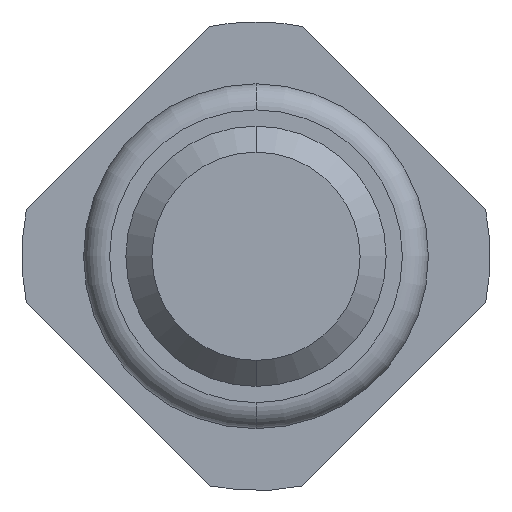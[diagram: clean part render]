
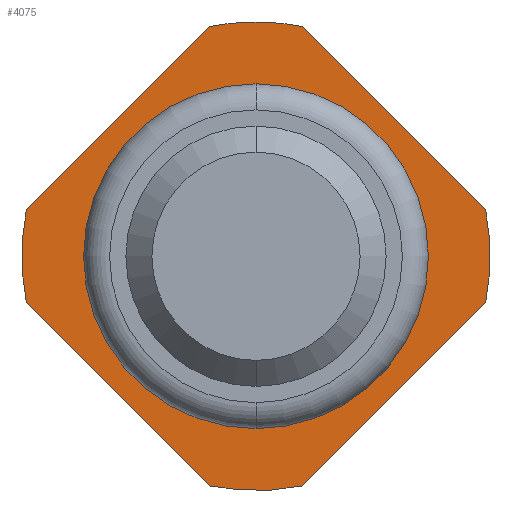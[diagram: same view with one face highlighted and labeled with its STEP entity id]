
A CAD part, front view. The second image highlights one B-rep face of the part: STEP entity #4075.
In plain terms, the highlighted planar face has unit normal (0, -1, 0).
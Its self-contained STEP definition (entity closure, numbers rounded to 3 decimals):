
#15 = CARTESIAN_POINT ( 'NONE',  ( -1.764, -2., 0.357 ) ) ;
#150 = VERTEX_POINT ( 'NONE', #2474 ) ;
#175 = CARTESIAN_POINT ( 'NONE',  ( 0., -2., 0. ) ) ;
#178 = VERTEX_POINT ( 'NONE', #419 ) ;
#179 = ORIENTED_EDGE ( 'NONE', *, *, #189, .T. ) ;
#189 = EDGE_CURVE ( 'Defeature ausgef�hrt2_0+Defeature ausgef�hrt2_12+Defeature ausgef�hrt2_12+Defeature ausgef�hrt2_12', #951, #4420, #3222, .T. ) ;
#217 = AXIS2_PLACEMENT_3D ( 'NONE', #175, #2579, #1568 ) ;
#234 = VERTEX_POINT ( 'NONE', #1164 ) ;
#247 = AXIS2_PLACEMENT_3D ( 'NONE', #1071, #451, #3909 ) ;
#301 = AXIS2_PLACEMENT_3D ( 'NONE', #4145, #2794, #1758 ) ;
#346 = EDGE_CURVE ( 'Defeature ausgef�hrt2_2+Defeature ausgef�hrt2_0+Defeature ausgef�hrt2_17+Defeature ausgef�hrt2_18', #2316, #4222, #3805, .T. ) ;
#361 = CIRCLE ( 'NONE', #217, 1.8 ) ;
#419 = CARTESIAN_POINT ( 'NONE',  ( -0.357, -2., 1.764 ) ) ;
#451 = DIRECTION ( 'NONE',  ( 0., 1., 0. ) ) ;
#551 = DIRECTION ( 'NONE',  ( 0., 0., 1. ) ) ;
#570 = AXIS2_PLACEMENT_3D ( 'NONE', #1234, #2291, #551 ) ;
#595 = EDGE_CURVE ( 'Defeature ausgef�hrt2_1+Defeature ausgef�hrt2_0+Defeature ausgef�hrt2_18+Defeature ausgef�hrt2_15', #2744, #234, #1501, .T. ) ;
#618 = VERTEX_POINT ( 'NONE', #1224 ) ;
#633 = CIRCLE ( 'NONE', #3110, 1.325 ) ;
#651 = CARTESIAN_POINT ( 'NONE',  ( -1.764, -2., -0.357 ) ) ;
#687 = AXIS2_PLACEMENT_3D ( 'NONE', #1891, #2894, #1176 ) ;
#841 = AXIS2_PLACEMENT_3D ( 'NONE', #1817, #1105, #1789 ) ;
#951 = VERTEX_POINT ( 'NONE', #3588 ) ;
#1009 = VECTOR ( 'NONE', #1981, 1000. ) ;
#1071 = CARTESIAN_POINT ( 'NONE',  ( 0., -2., 0. ) ) ;
#1105 = DIRECTION ( 'NONE',  ( 0., 1., 0. ) ) ;
#1115 = LINE ( 'NONE', #1772, #1218 ) ;
#1123 = VECTOR ( 'NONE', #3538, 1000. ) ;
#1164 = CARTESIAN_POINT ( 'NONE',  ( 1.764, -2., -0.357 ) ) ;
#1176 = DIRECTION ( 'NONE',  ( 0., 0., 1. ) ) ;
#1218 = VECTOR ( 'NONE', #3134, 1000. ) ;
#1220 = DIRECTION ( 'NONE',  ( 0., 1., 0. ) ) ;
#1224 = CARTESIAN_POINT ( 'NONE',  ( 0.357, -2., -1.764 ) ) ;
#1234 = CARTESIAN_POINT ( 'NONE',  ( 0., -2., 0. ) ) ;
#1261 = ORIENTED_EDGE ( 'NONE', *, *, #3995, .F. ) ;
#1314 = ORIENTED_EDGE ( 'NONE', *, *, #595, .F. ) ;
#1343 = ORIENTED_EDGE ( 'NONE', *, *, #4172, .F. ) ;
#1375 = CIRCLE ( 'NONE', #841, 1.8 ) ;
#1385 = CIRCLE ( 'NONE', #301, 1.8 ) ;
#1501 = CIRCLE ( 'NONE', #4158, 1.8 ) ;
#1568 = DIRECTION ( 'NONE',  ( 0., 0., 1. ) ) ;
#1569 = DIRECTION ( 'NONE',  ( -0.707, 0., 0.707 ) ) ;
#1645 = CARTESIAN_POINT ( 'NONE',  ( 1.961, -2., 0.161 ) ) ;
#1758 = DIRECTION ( 'NONE',  ( 0., 0., 1. ) ) ;
#1763 = EDGE_CURVE ( 'Defeature ausgef�hrt2_2+Defeature ausgef�hrt2_0+Defeature ausgef�hrt2_17+Defeature ausgef�hrt2_18', #178, #2316, #1385, .T. ) ;
#1772 = CARTESIAN_POINT ( 'NONE',  ( 1.961, -2., -0.161 ) ) ;
#1789 = DIRECTION ( 'NONE',  ( 0., 0., 1. ) ) ;
#1817 = CARTESIAN_POINT ( 'NONE',  ( 0., -2., 0. ) ) ;
#1833 = DIRECTION ( 'NONE',  ( 0., 0., 1. ) ) ;
#1891 = CARTESIAN_POINT ( 'NONE',  ( 1.8, -2., 0. ) ) ;
#1909 = EDGE_CURVE ( 'Defeature ausgef�hrt2_17+Defeature ausgef�hrt2_0+Defeature ausgef�hrt2_3+Defeature ausgef�hrt2_2', #2749, #178, #3373, .T. ) ;
#1981 = DIRECTION ( 'NONE',  ( 0.707, 0., -0.707 ) ) ;
#2080 = FACE_OUTER_BOUND ( 'NONE', #3333, .T. ) ;
#2126 = ORIENTED_EDGE ( 'NONE', *, *, #1909, .F. ) ;
#2140 = DIRECTION ( 'NONE',  ( 0., 0., 1. ) ) ;
#2218 = PLANE ( 'NONE',  #687 ) ;
#2260 = CARTESIAN_POINT ( 'NONE',  ( -0.161, -2., -1.961 ) ) ;
#2291 = DIRECTION ( 'NONE',  ( 0., 1., 0. ) ) ;
#2316 = VERTEX_POINT ( 'NONE', #2496 ) ;
#2346 = LINE ( 'NONE', #2260, #3147 ) ;
#2454 = DIRECTION ( 'NONE',  ( 0., 1., 0. ) ) ;
#2474 = CARTESIAN_POINT ( 'NONE',  ( -0.357, -2., -1.764 ) ) ;
#2496 = CARTESIAN_POINT ( 'NONE',  ( 0., -2., 1.8 ) ) ;
#2579 = DIRECTION ( 'NONE',  ( 0., 1., 0. ) ) ;
#2677 = EDGE_CURVE ( 'Defeature ausgef�hrt2_18+Defeature ausgef�hrt2_0+Defeature ausgef�hrt2_2+Defeature ausgef�hrt2_1', #4222, #2744, #4295, .T. ) ;
#2744 = VERTEX_POINT ( 'NONE', #4100 ) ;
#2749 = VERTEX_POINT ( 'NONE', #15 ) ;
#2794 = DIRECTION ( 'NONE',  ( 0., 1., 0. ) ) ;
#2798 = ORIENTED_EDGE ( 'NONE', *, *, #3546, .F. ) ;
#2810 = CARTESIAN_POINT ( 'NONE',  ( 0., -2., 0. ) ) ;
#2878 = ORIENTED_EDGE ( 'NONE', *, *, #4048, .F. ) ;
#2894 = DIRECTION ( 'NONE',  ( 0., 1., 0. ) ) ;
#2936 = CARTESIAN_POINT ( 'NONE',  ( 0.357, -2., 1.764 ) ) ;
#3078 = ORIENTED_EDGE ( 'NONE', *, *, #346, .F. ) ;
#3086 = FACE_BOUND ( 'NONE', #3256, .T. ) ;
#3109 = CARTESIAN_POINT ( 'NONE',  ( 0., -2., 1.325 ) ) ;
#3110 = AXIS2_PLACEMENT_3D ( 'NONE', #3271, #1220, #1833 ) ;
#3134 = DIRECTION ( 'NONE',  ( -0.707, 0., -0.707 ) ) ;
#3147 = VECTOR ( 'NONE', #1569, 1000. ) ;
#3222 = CIRCLE ( 'NONE', #247, 1.325 ) ;
#3256 = EDGE_LOOP ( 'NONE', ( #3771, #179 ) ) ;
#3271 = CARTESIAN_POINT ( 'NONE',  ( 0., -2., 0. ) ) ;
#3333 = EDGE_LOOP ( 'NONE', ( #3503, #3078, #3625, #2126, #2798, #1343, #2878, #1261, #1314 ) ) ;
#3373 = LINE ( 'NONE', #3878, #1123 ) ;
#3503 = ORIENTED_EDGE ( 'NONE', *, *, #2677, .F. ) ;
#3538 = DIRECTION ( 'NONE',  ( 0.707, 0., 0.707 ) ) ;
#3546 = EDGE_CURVE ( 'Defeature ausgef�hrt2_3+Defeature ausgef�hrt2_0+Defeature ausgef�hrt2_16+Defeature ausgef�hrt2_17', #4258, #2749, #361, .T. ) ;
#3588 = CARTESIAN_POINT ( 'NONE',  ( 0., -2., -1.325 ) ) ;
#3625 = ORIENTED_EDGE ( 'NONE', *, *, #1763, .F. ) ;
#3771 = ORIENTED_EDGE ( 'NONE', *, *, #4113, .T. ) ;
#3805 = CIRCLE ( 'NONE', #570, 1.8 ) ;
#3878 = CARTESIAN_POINT ( 'NONE',  ( -0.161, -2., 1.961 ) ) ;
#3909 = DIRECTION ( 'NONE',  ( 0., 0., 1. ) ) ;
#3995 = EDGE_CURVE ( 'Defeature ausgef�hrt2_15+Defeature ausgef�hrt2_0+Defeature ausgef�hrt2_1+Defeature ausgef�hrt2_4', #234, #618, #1115, .T. ) ;
#4048 = EDGE_CURVE ( 'Defeature ausgef�hrt2_4+Defeature ausgef�hrt2_0+Defeature ausgef�hrt2_15+Defeature ausgef�hrt2_16', #618, #150, #1375, .T. ) ;
#4075 = ADVANCED_FACE ( 'Defeature ausgef�hrt2_0', ( #3086, #2080 ), #2218, .F. ) ;
#4100 = CARTESIAN_POINT ( 'NONE',  ( 1.764, -2., 0.357 ) ) ;
#4113 = EDGE_CURVE ( 'Defeature ausgef�hrt2_0+Defeature ausgef�hrt2_12+Defeature ausgef�hrt2_12+Defeature ausgef�hrt2_12', #4420, #951, #633, .T. ) ;
#4145 = CARTESIAN_POINT ( 'NONE',  ( 0., -2., 0. ) ) ;
#4158 = AXIS2_PLACEMENT_3D ( 'NONE', #2810, #2454, #2140 ) ;
#4172 = EDGE_CURVE ( 'Defeature ausgef�hrt2_16+Defeature ausgef�hrt2_0+Defeature ausgef�hrt2_4+Defeature ausgef�hrt2_3', #150, #4258, #2346, .T. ) ;
#4222 = VERTEX_POINT ( 'NONE', #2936 ) ;
#4258 = VERTEX_POINT ( 'NONE', #651 ) ;
#4295 = LINE ( 'NONE', #1645, #1009 ) ;
#4420 = VERTEX_POINT ( 'NONE', #3109 ) ;
